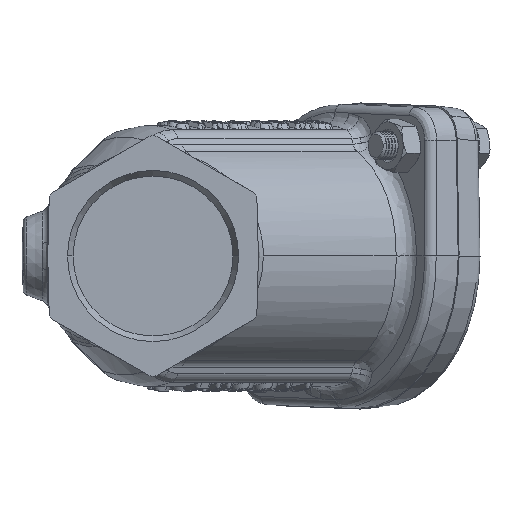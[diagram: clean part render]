
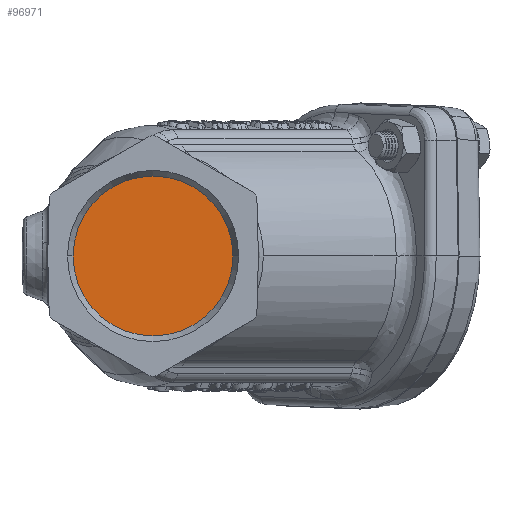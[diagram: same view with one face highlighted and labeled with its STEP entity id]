
A CAD part, front view. The second image highlights one B-rep face of the part: STEP entity #96971.
In plain terms, the highlighted planar face has unit normal (0, -1, 0).
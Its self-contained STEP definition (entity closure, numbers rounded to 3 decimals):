
#3440 = CARTESIAN_POINT ( 'NONE',  ( 0., -86.5, 0. ) ) ;
#3845 = DIRECTION ( 'NONE',  ( 0., 0., -1. ) ) ;
#5522 = FACE_OUTER_BOUND ( 'NONE', #128657, .T. ) ;
#8225 = DIRECTION ( 'NONE',  ( 0., 0., -1. ) ) ;
#28911 = CARTESIAN_POINT ( 'NONE',  ( 0., -86.5, 0. ) ) ;
#37195 = VERTEX_POINT ( 'NONE', #53224 ) ;
#38411 = CIRCLE ( 'NONE', #67365, 28.45 ) ;
#47669 = DIRECTION ( 'NONE',  ( 0., 0., -1. ) ) ;
#52439 = DIRECTION ( 'NONE',  ( 0., -1., 0. ) ) ;
#53224 = CARTESIAN_POINT ( 'NONE',  ( 28.45, -86.5, 0. ) ) ;
#58285 = CIRCLE ( 'NONE', #108155, 28.45 ) ;
#67365 = AXIS2_PLACEMENT_3D ( 'NONE', #28911, #52439, #8225 ) ;
#67891 = PLANE ( 'NONE',  #123025 ) ;
#81196 = EDGE_CURVE ( 'NONE', #102015, #37195, #38411, .T. ) ;
#85294 = ORIENTED_EDGE ( 'NONE', *, *, #131664, .T. ) ;
#90078 = ORIENTED_EDGE ( 'NONE', *, *, #81196, .T. ) ;
#96971 = ADVANCED_FACE ( 'NONE', ( #5522 ), #67891, .T. ) ;
#102015 = VERTEX_POINT ( 'NONE', #114769 ) ;
#108155 = AXIS2_PLACEMENT_3D ( 'NONE', #3440, #110813, #47669 ) ;
#110813 = DIRECTION ( 'NONE',  ( 0., -1., 0. ) ) ;
#111196 = CARTESIAN_POINT ( 'NONE',  ( 0., -86.5, 0. ) ) ;
#114769 = CARTESIAN_POINT ( 'NONE',  ( -28.45, -86.5, 0. ) ) ;
#122047 = DIRECTION ( 'NONE',  ( 0., -1., 0. ) ) ;
#123025 = AXIS2_PLACEMENT_3D ( 'NONE', #111196, #122047, #3845 ) ;
#128657 = EDGE_LOOP ( 'NONE', ( #85294, #90078 ) ) ;
#131664 = EDGE_CURVE ( 'NONE', #37195, #102015, #58285, .T. ) ;
